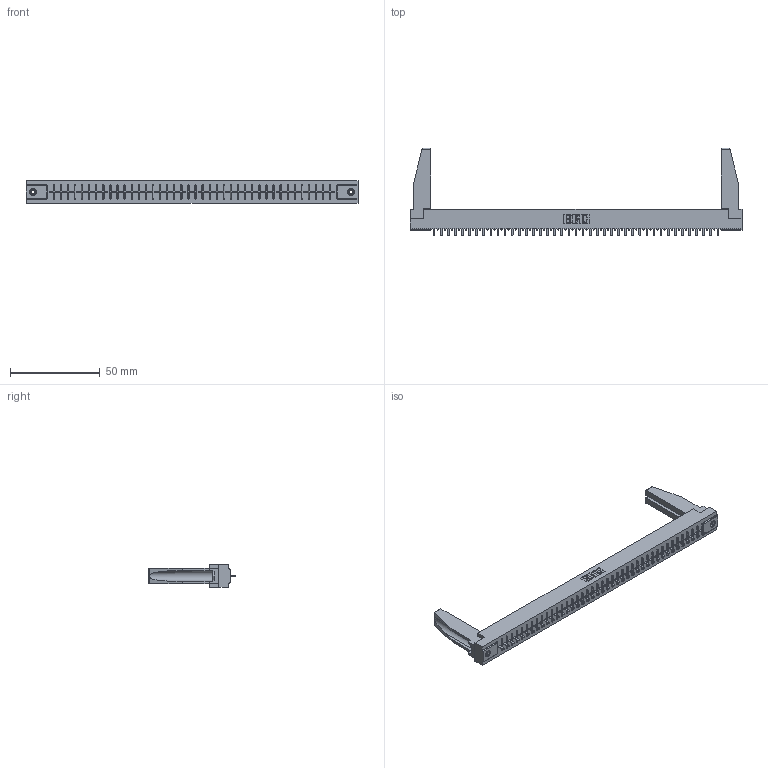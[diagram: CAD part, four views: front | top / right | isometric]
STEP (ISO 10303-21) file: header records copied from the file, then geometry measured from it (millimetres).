
FILE_DESCRIPTION (( 'STEP AP203' ), '1' );
FILE_NAME ('306-041-521-178.STEP', '2019-09-12T00:43:18', ( '' ), ( '' ), 'SwSTEP 2.0', 'SolidWorks 2016', '' );
FILE_SCHEMA (( 'CONFIG_CONTROL_DESIGN' ));
Length unit declared in the file: inch
Products named in the file (5): 306 Part_.156 Dia; 307-220-078; 306-290-001_121; 345-250-001_345-250-001-102; 306-041-521-178
Assembly tree (46 placements, depth 2):
  306-041-521-178
    306 Part_.156 Dia
    306-290-001_121  x41
    345-250-001_345-250-001-102  x2
    307-220-078  x2
Bounding box: 185.47 x 48.92 x 12.7 mm (x, y, z)
Volume: 24442.5 mm3; surface area: 24512.7 mm2
Topology: 46 solids, 46 shells, 3116 faces, 8723 edges, 5586 vertices
Faces by surface type: plane 2079, cylinder 857, sphere 164, cone 12, torus 4
Entity records: 40759 total; most frequent: CARTESIAN_POINT 6844, ORIENTED_EDGE 6744, DIRECTION 6700, EDGE_CURVE 3372, VECTOR 2640, LINE 2640, VERTEX_POINT 2132, AXIS2_PLACEMENT_3D 2030
